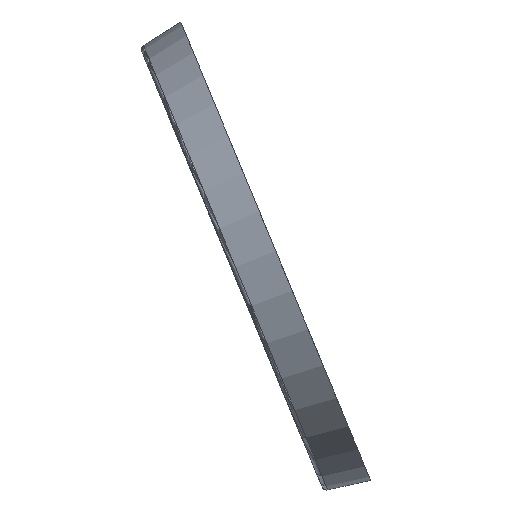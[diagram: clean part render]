
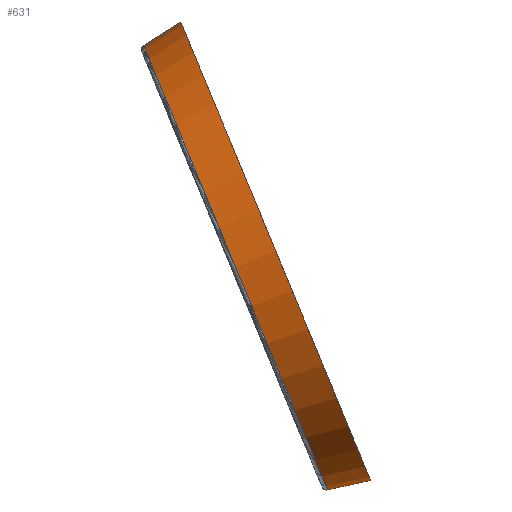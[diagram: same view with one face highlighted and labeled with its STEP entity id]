
A CAD part, top view. The second image highlights one B-rep face of the part: STEP entity #631.
In plain terms, the highlighted conical face has half-angle 10 degrees and reference radius 52.5 mm.
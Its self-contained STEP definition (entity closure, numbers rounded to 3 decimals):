
#27=CONICAL_SURFACE('',#717,52.5,0.175);
#52=FACE_OUTER_BOUND('',#82,.T.);
#82=EDGE_LOOP('',(#493,#494,#495,#496,#497));
#107=CIRCLE('',#673,50.882);
#116=CIRCLE('',#682,50.882);
#145=CIRCLE('',#718,52.5);
#198=LINE('',#1589,#215);
#215=VECTOR('',#867,52.5);
#250=VERTEX_POINT('',#1442);
#251=VERTEX_POINT('',#1443);
#283=VERTEX_POINT('',#1588);
#324=EDGE_CURVE('',#250,#251,#107,.T.);
#341=EDGE_CURVE('',#251,#250,#116,.T.);
#370=EDGE_CURVE('',#250,#283,#198,.T.);
#371=EDGE_CURVE('',#283,#283,#145,.T.);
#493=ORIENTED_EDGE('',*,*,#324,.F.);
#494=ORIENTED_EDGE('',*,*,#370,.T.);
#495=ORIENTED_EDGE('',*,*,#371,.T.);
#496=ORIENTED_EDGE('',*,*,#370,.F.);
#497=ORIENTED_EDGE('',*,*,#341,.F.);
#631=ADVANCED_FACE('',(#52),#27,.T.);
#673=AXIS2_PLACEMENT_3D('',#1444,#777,#778);
#682=AXIS2_PLACEMENT_3D('',#1536,#795,#796);
#717=AXIS2_PLACEMENT_3D('',#1587,#865,#866);
#718=AXIS2_PLACEMENT_3D('',#1590,#868,#869);
#777=DIRECTION('center_axis',(-0.924,-0.383,0.));
#778=DIRECTION('ref_axis',(0.383,-0.924,0.));
#795=DIRECTION('center_axis',(-0.924,-0.383,0.));
#796=DIRECTION('ref_axis',(0.383,-0.924,0.));
#865=DIRECTION('center_axis',(0.924,0.383,0.));
#866=DIRECTION('ref_axis',(0.383,-0.924,0.));
#867=DIRECTION('',(0.843,0.537,0.));
#868=DIRECTION('center_axis',(-0.924,-0.383,0.));
#869=DIRECTION('ref_axis',(0.383,-0.924,0.));
#1442=CARTESIAN_POINT('',(88.015,91.532,65.));
#1443=CARTESIAN_POINT('',(107.487,44.522,115.882));
#1444=CARTESIAN_POINT('Origin',(107.487,44.522,65.));
#1536=CARTESIAN_POINT('Origin',(107.487,44.522,65.));
#1587=CARTESIAN_POINT('Origin',(115.962,48.033,65.));
#1588=CARTESIAN_POINT('',(95.871,96.537,65.));
#1589=CARTESIAN_POINT('',(95.871,96.537,65.));
#1590=CARTESIAN_POINT('Origin',(115.962,48.033,65.));
